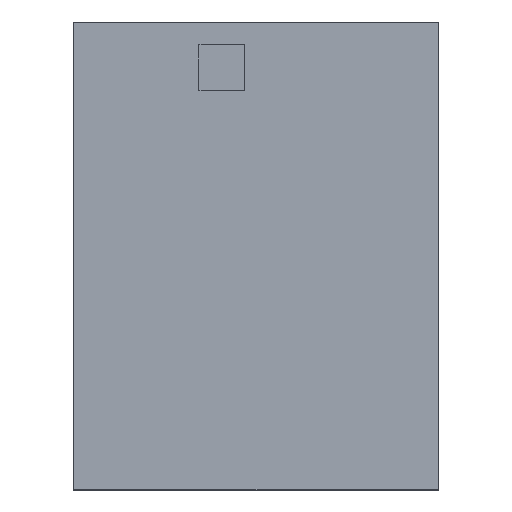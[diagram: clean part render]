
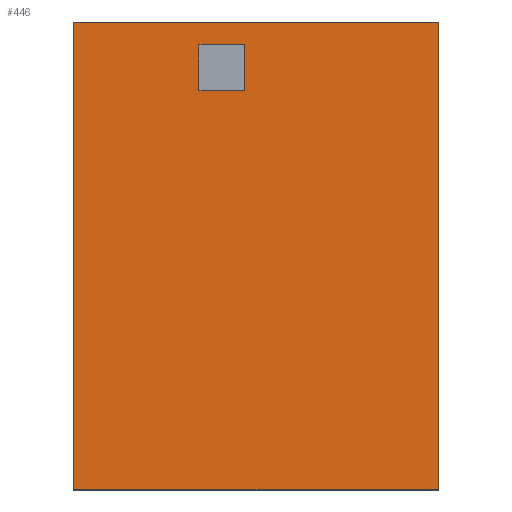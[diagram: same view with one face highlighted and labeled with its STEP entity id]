
A CAD part, top view. The second image highlights one B-rep face of the part: STEP entity #446.
In plain terms, the highlighted planar face has unit normal (0, 0, 1).
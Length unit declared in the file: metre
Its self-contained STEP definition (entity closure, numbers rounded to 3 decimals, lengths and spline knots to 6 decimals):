
#20=ORIENTED_EDGE('',*,*,#140,.F.);
#21=ORIENTED_EDGE('',*,*,#141,.T.);
#22=ORIENTED_EDGE('',*,*,#142,.T.);
#23=ORIENTED_EDGE('',*,*,#143,.F.);
#24=ORIENTED_EDGE('',*,*,#144,.F.);
#25=ORIENTED_EDGE('',*,*,#145,.T.);
#26=ORIENTED_EDGE('',*,*,#146,.T.);
#27=ORIENTED_EDGE('',*,*,#147,.F.);
#140=EDGE_CURVE('',#200,#201,#240,.T.);
#141=EDGE_CURVE('',#200,#202,#241,.T.);
#142=EDGE_CURVE('',#202,#203,#242,.T.);
#143=EDGE_CURVE('',#201,#203,#243,.T.);
#144=EDGE_CURVE('',#204,#205,#244,.T.);
#145=EDGE_CURVE('',#204,#206,#245,.T.);
#146=EDGE_CURVE('',#206,#207,#246,.T.);
#147=EDGE_CURVE('',#205,#207,#247,.T.);
#200=VERTEX_POINT('',#628);
#201=VERTEX_POINT('',#629);
#202=VERTEX_POINT('',#631);
#203=VERTEX_POINT('',#633);
#204=VERTEX_POINT('',#636);
#205=VERTEX_POINT('',#637);
#206=VERTEX_POINT('',#639);
#207=VERTEX_POINT('',#641);
#240=LINE('',#627,#300);
#241=LINE('',#630,#301);
#242=LINE('',#632,#302);
#243=LINE('',#634,#303);
#244=LINE('',#635,#304);
#245=LINE('',#638,#305);
#246=LINE('',#640,#306);
#247=LINE('',#642,#307);
#300=VECTOR('',#515,1.);
#301=VECTOR('',#516,1.);
#302=VECTOR('',#517,1.);
#303=VECTOR('',#518,1.);
#304=VECTOR('',#519,1.);
#305=VECTOR('',#520,1.);
#306=VECTOR('',#521,1.);
#307=VECTOR('',#522,1.);
#360=EDGE_LOOP('',(#20,#21,#22,#23));
#361=EDGE_LOOP('',(#24,#25,#26,#27));
#390=FACE_BOUND('',#360,.T.);
#391=FACE_BOUND('',#361,.T.);
#420=PLANE('',#485);
#446=ADVANCED_FACE('',(#390,#391),#420,.T.);
#485=AXIS2_PLACEMENT_3D('',#626,#513,#514);
#513=DIRECTION('',(0.,0.,1.));
#514=DIRECTION('',(1.,0.,0.));
#515=DIRECTION('',(0.,1.,0.));
#516=DIRECTION('',(1.,0.,0.));
#517=DIRECTION('',(0.,1.,0.));
#518=DIRECTION('',(1.,0.,0.));
#519=DIRECTION('',(-1.,0.,0.));
#520=DIRECTION('',(0.,-1.,0.));
#521=DIRECTION('',(-1.,0.,0.));
#522=DIRECTION('',(0.,-1.,0.));
#626=CARTESIAN_POINT('',(0.,0.001025,0.001));
#627=CARTESIAN_POINT('',(-0.0008,0.001025,0.001));
#628=CARTESIAN_POINT('',(-0.0008,0.,0.001));
#629=CARTESIAN_POINT('',(-0.0008,0.00205,0.001));
#630=CARTESIAN_POINT('',(0.,0.,0.001));
#631=CARTESIAN_POINT('',(0.0008,0.,0.001));
#632=CARTESIAN_POINT('',(0.0008,0.001025,0.001));
#633=CARTESIAN_POINT('',(0.0008,0.00205,0.001));
#634=CARTESIAN_POINT('',(0.,0.00205,0.001));
#635=CARTESIAN_POINT('',(-0.00015,0.00195,0.001));
#636=CARTESIAN_POINT('',(-0.00005,0.00195,0.001));
#637=CARTESIAN_POINT('',(-0.00025,0.00195,0.001));
#638=CARTESIAN_POINT('',(-0.00005,0.00185,0.001));
#639=CARTESIAN_POINT('',(-0.00005,0.00175,0.001));
#640=CARTESIAN_POINT('',(-0.00015,0.00175,0.001));
#641=CARTESIAN_POINT('',(-0.00025,0.00175,0.001));
#642=CARTESIAN_POINT('',(-0.00025,0.00185,0.001));
